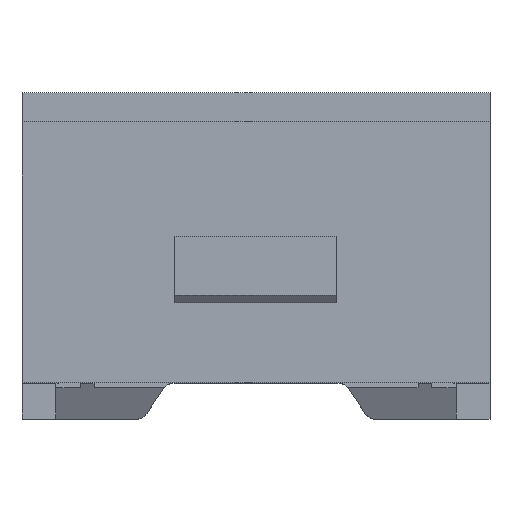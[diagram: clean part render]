
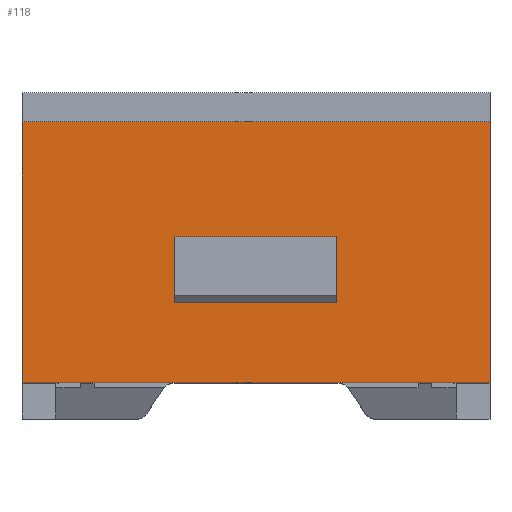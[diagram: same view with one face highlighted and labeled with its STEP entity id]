
A CAD part, top view. The second image highlights one B-rep face of the part: STEP entity #118.
In plain terms, the highlighted planar face has unit normal (0, 0, 1).
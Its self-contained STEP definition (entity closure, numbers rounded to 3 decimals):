
#100=FACE_BOUND('',#719,.T.);
#101=FACE_BOUND('',#720,.T.);
#118=ADVANCED_FACE('',(#100,#101),#336,.T.);
#336=PLANE('',#4363);
#719=EDGE_LOOP('',(#1106,#1107,#1108,#1109));
#720=EDGE_LOOP('',(#1110,#1111,#1112,#1113));
#1106=ORIENTED_EDGE('',*,*,#2765,.F.);
#1107=ORIENTED_EDGE('',*,*,#2766,.T.);
#1108=ORIENTED_EDGE('',*,*,#2767,.F.);
#1109=ORIENTED_EDGE('',*,*,#2768,.F.);
#1110=ORIENTED_EDGE('',*,*,#2769,.F.);
#1111=ORIENTED_EDGE('',*,*,#2770,.T.);
#1112=ORIENTED_EDGE('',*,*,#2758,.T.);
#1113=ORIENTED_EDGE('',*,*,#2771,.F.);
#2342=VERTEX_POINT('',#5965);
#2343=VERTEX_POINT('',#5966);
#2348=VERTEX_POINT('',#5979);
#2349=VERTEX_POINT('',#5980);
#2350=VERTEX_POINT('',#5982);
#2351=VERTEX_POINT('',#5984);
#2352=VERTEX_POINT('',#5987);
#2353=VERTEX_POINT('',#5988);
#2758=EDGE_CURVE('',#2342,#2343,#3369,.T.);
#2765=EDGE_CURVE('',#2348,#2349,#3376,.T.);
#2766=EDGE_CURVE('',#2348,#2350,#3377,.T.);
#2767=EDGE_CURVE('',#2351,#2350,#3378,.T.);
#2768=EDGE_CURVE('',#2349,#2351,#3379,.T.);
#2769=EDGE_CURVE('',#2352,#2353,#3380,.T.);
#2770=EDGE_CURVE('',#2352,#2342,#3381,.T.);
#2771=EDGE_CURVE('',#2353,#2343,#3382,.T.);
#3369=LINE('',#5964,#3881);
#3376=LINE('',#5978,#3888);
#3377=LINE('',#5981,#3889);
#3378=LINE('',#5983,#3890);
#3379=LINE('',#5985,#3891);
#3380=LINE('',#5986,#3892);
#3381=LINE('',#5989,#3893);
#3382=LINE('',#5990,#3894);
#3881=VECTOR('',#4752,1.);
#3888=VECTOR('',#4761,1.);
#3889=VECTOR('',#4762,1.);
#3890=VECTOR('',#4763,1.);
#3891=VECTOR('',#4764,1.);
#3892=VECTOR('',#4765,1.);
#3893=VECTOR('',#4766,1.);
#3894=VECTOR('',#4767,1.);
#4363=AXIS2_PLACEMENT_3D('',#5991,#4768,#4769);
#4752=DIRECTION('',(0.,-1.,0.));
#4761=DIRECTION('',(0.,1.,0.));
#4762=DIRECTION('',(-1.,0.,0.));
#4763=DIRECTION('',(0.,-1.,0.));
#4764=DIRECTION('',(-1.,0.,0.));
#4765=DIRECTION('',(0.,-1.,0.));
#4766=DIRECTION('',(-1.,0.,0.));
#4767=DIRECTION('',(-1.,0.,0.));
#4768=DIRECTION('',(0.,0.,1.));
#4769=DIRECTION('',(1.,0.,0.));
#5964=CARTESIAN_POINT('',(-5.2,9.65,6.1));
#5965=CARTESIAN_POINT('',(-5.2,9.,6.1));
#5966=CARTESIAN_POINT('',(-5.2,3.2,6.1));
#5978=CARTESIAN_POINT('',(1.8,6.45,6.1));
#5979=CARTESIAN_POINT('',(1.8,4.98,6.1));
#5980=CARTESIAN_POINT('',(1.8,6.45,6.1));
#5981=CARTESIAN_POINT('',(1.8,4.98,6.1));
#5982=CARTESIAN_POINT('',(-1.8,4.98,6.1));
#5983=CARTESIAN_POINT('',(-1.8,6.45,6.1));
#5984=CARTESIAN_POINT('',(-1.8,6.45,6.1));
#5985=CARTESIAN_POINT('',(1.8,6.45,6.1));
#5986=CARTESIAN_POINT('',(5.2,9.65,6.1));
#5987=CARTESIAN_POINT('',(5.2,9.,6.1));
#5988=CARTESIAN_POINT('',(5.2,3.2,6.1));
#5989=CARTESIAN_POINT('',(5.2,9.,6.1));
#5990=CARTESIAN_POINT('',(5.2,3.2,6.1));
#5991=CARTESIAN_POINT('',(5.2,9.65,6.1));
